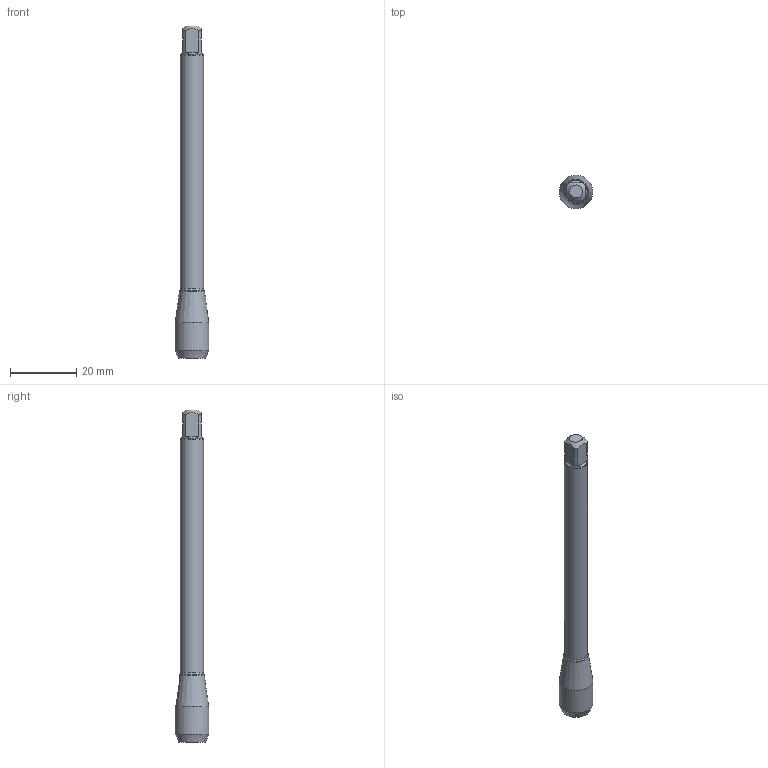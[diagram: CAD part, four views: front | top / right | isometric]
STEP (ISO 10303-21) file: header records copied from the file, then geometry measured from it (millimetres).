
FILE_DESCRIPTION(/* description */ (''),/* implementation_level */ '2;1');
FILE_NAME(/* name */ 'TOOL.STP',/* time_stamp */ '2023-04-19T07:55:46+02:00',/* author */ (''),/* organization */ ('SMS'),/* preprocessor_version */ 'ST-DEVELOPER v16.7',/* originating_system */ 'SIEMENS PLM Software NX 12.0',/* authorisation */ '');
FILE_SCHEMA (('AUTOMOTIVE_DESIGN { 1 0 10303 214 3 1 1 1 }'));
Length unit declared in the file: millimetre
Products named in the file (1): Tool
Bounding box: 10.16 x 10.16 x 100.1 mm (x, y, z)
Volume: 4404.5 mm3; surface area: 2508.8 mm2
Topology: 2 solids, 2 shells, 21 faces, 49 edges, 35 vertices
Faces by surface type: plane 12, cone 5, cylinder 3, torus 1
Full cylindrical faces by diameter (mm): 6.72 x1, 7 x1, 10.164 x1
Entity records: 620 total; most frequent: CARTESIAN_POINT 127, DIRECTION 98, ORIENTED_EDGE 68, AXIS2_PLACEMENT_3D 43, EDGE_CURVE 34, EDGE_LOOP 30, VERTEX_POINT 26, ADVANCED_FACE 21
